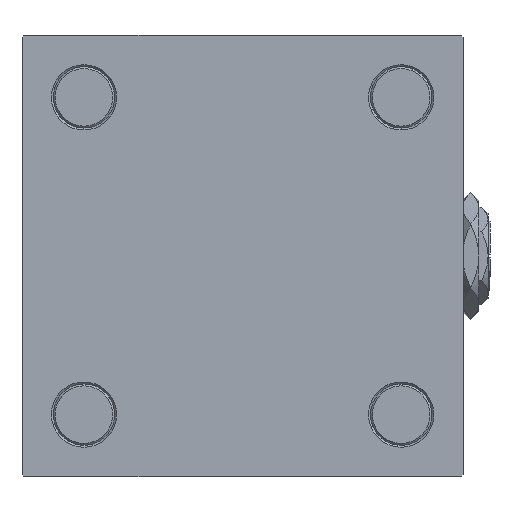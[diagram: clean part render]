
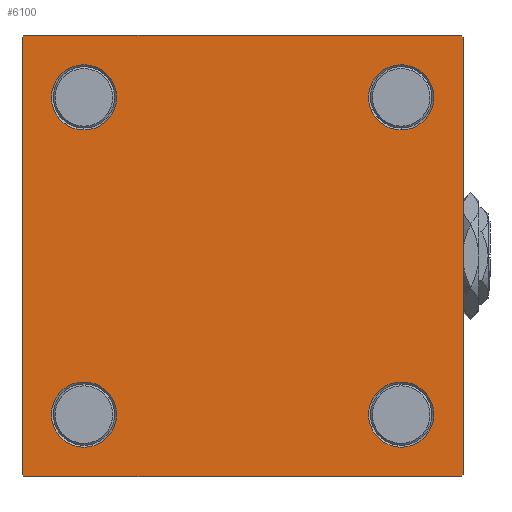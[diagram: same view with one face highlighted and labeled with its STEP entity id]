
A CAD part, left-side view. The second image highlights one B-rep face of the part: STEP entity #6100.
In plain terms, the highlighted planar face has unit normal (-1, 0, 0).
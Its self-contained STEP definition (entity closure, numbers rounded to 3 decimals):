
#119 = FACE_BOUND ( 'NONE', #25375, .T. ) ;
#478 = AXIS2_PLACEMENT_3D ( 'NONE', #29133, #25684, #30179 ) ;
#586 = CARTESIAN_POINT ( 'NONE',  ( 0., -57., -57.5 ) ) ;
#864 = EDGE_LOOP ( 'NONE', ( #40244, #34637 ) ) ;
#1214 = VECTOR ( 'NONE', #38253, 1000. ) ;
#1772 = CARTESIAN_POINT ( 'NONE',  ( 0., 57.25, -57.25 ) ) ;
#2997 = CARTESIAN_POINT ( 'NONE',  ( 0., -41.35, 32.85 ) ) ;
#3729 = CIRCLE ( 'NONE', #23155, 8.5 ) ;
#4306 = VECTOR ( 'NONE', #47174, 1000. ) ;
#4689 = DIRECTION ( 'NONE',  ( 0., 0., -1. ) ) ;
#4706 = LINE ( 'NONE', #1772, #17298 ) ;
#5375 = ORIENTED_EDGE ( 'NONE', *, *, #31840, .T. ) ;
#5448 = VERTEX_POINT ( 'NONE', #586 ) ;
#5790 = LINE ( 'NONE', #13483, #42994 ) ;
#5887 = ORIENTED_EDGE ( 'NONE', *, *, #48501, .T. ) ;
#6100 = ADVANCED_FACE ( 'NONE', ( #36433, #16547, #119, #16281, #48628 ), #12301, .T. ) ;
#7467 = EDGE_CURVE ( 'NONE', #29321, #49078, #35755, .T. ) ;
#7475 = DIRECTION ( 'NONE',  ( 1., 0., 0. ) ) ;
#7571 = VERTEX_POINT ( 'NONE', #48485 ) ;
#7846 = AXIS2_PLACEMENT_3D ( 'NONE', #35568, #7475, #47512 ) ;
#8048 = LINE ( 'NONE', #20498, #46969 ) ;
#9111 = CARTESIAN_POINT ( 'NONE',  ( 0., -41.35, 49.85 ) ) ;
#9457 = DIRECTION ( 'NONE',  ( 0., -0.707, -0.707 ) ) ;
#9772 = DIRECTION ( 'NONE',  ( 0., 0.707, -0.707 ) ) ;
#9951 = VERTEX_POINT ( 'NONE', #40119 ) ;
#10776 = DIRECTION ( 'NONE',  ( 0., 0., 1. ) ) ;
#11073 = CARTESIAN_POINT ( 'NONE',  ( 0., -41.35, -32.85 ) ) ;
#11348 = DIRECTION ( 'NONE',  ( 0., 0., 1. ) ) ;
#11474 = CIRCLE ( 'NONE', #15715, 8.5 ) ;
#12000 = DIRECTION ( 'NONE',  ( 0., 0., 1. ) ) ;
#12301 = PLANE ( 'NONE',  #17885 ) ;
#12346 = EDGE_CURVE ( 'NONE', #7571, #47222, #48467, .T. ) ;
#12711 = LINE ( 'NONE', #29409, #29565 ) ;
#13155 = DIRECTION ( 'NONE',  ( 1., 0., 0. ) ) ;
#13483 = CARTESIAN_POINT ( 'NONE',  ( 0., 57.25, 57.25 ) ) ;
#13950 = DIRECTION ( 'NONE',  ( 1., 0., 0. ) ) ;
#14287 = EDGE_CURVE ( 'NONE', #38754, #26674, #15520, .T. ) ;
#14378 = LINE ( 'NONE', #30302, #1214 ) ;
#15463 = EDGE_CURVE ( 'NONE', #50503, #50990, #3729, .T. ) ;
#15520 = CIRCLE ( 'NONE', #19765, 8.5 ) ;
#15715 = AXIS2_PLACEMENT_3D ( 'NONE', #40118, #41177, #12000 ) ;
#15858 = CARTESIAN_POINT ( 'NONE',  ( 0., 41.35, -41.35 ) ) ;
#16281 = FACE_BOUND ( 'NONE', #864, .T. ) ;
#16547 = FACE_BOUND ( 'NONE', #39202, .T. ) ;
#17298 = VECTOR ( 'NONE', #9457, 1000. ) ;
#17319 = DIRECTION ( 'NONE',  ( 0., -0.707, 0.707 ) ) ;
#17367 = EDGE_CURVE ( 'NONE', #50990, #50503, #31722, .T. ) ;
#17885 = AXIS2_PLACEMENT_3D ( 'NONE', #32720, #37747, #34272 ) ;
#17913 = CARTESIAN_POINT ( 'NONE',  ( 0., -57.5, 57.5 ) ) ;
#18189 = CARTESIAN_POINT ( 'NONE',  ( 0., -41.35, -41.35 ) ) ;
#19378 = ORIENTED_EDGE ( 'NONE', *, *, #17367, .T. ) ;
#19742 = EDGE_LOOP ( 'NONE', ( #31717, #35610, #5887, #50148, #24816, #41978, #36659, #50820 ) ) ;
#19765 = AXIS2_PLACEMENT_3D ( 'NONE', #47105, #26936, #10776 ) ;
#20249 = DIRECTION ( 'NONE',  ( 0., 0., 1. ) ) ;
#20498 = CARTESIAN_POINT ( 'NONE',  ( 0., 57.5, -57.5 ) ) ;
#21197 = DIRECTION ( 'NONE',  ( 0., -1., 0. ) ) ;
#21239 = CARTESIAN_POINT ( 'NONE',  ( 0., -57.5, -57. ) ) ;
#21300 = LINE ( 'NONE', #29512, #36742 ) ;
#21596 = AXIS2_PLACEMENT_3D ( 'NONE', #18189, #13950, #26137 ) ;
#21641 = DIRECTION ( 'NONE',  ( 0., 0., 1. ) ) ;
#22270 = ORIENTED_EDGE ( 'NONE', *, *, #15463, .T. ) ;
#23155 = AXIS2_PLACEMENT_3D ( 'NONE', #29059, #13155, #21641 ) ;
#23323 = CARTESIAN_POINT ( 'NONE',  ( 0., 41.35, -32.85 ) ) ;
#24706 = EDGE_LOOP ( 'NONE', ( #39617, #46591 ) ) ;
#24816 = ORIENTED_EDGE ( 'NONE', *, *, #40743, .F. ) ;
#25375 = EDGE_LOOP ( 'NONE', ( #5375, #26933 ) ) ;
#25404 = EDGE_CURVE ( 'NONE', #32051, #26813, #14378, .T. ) ;
#25496 = EDGE_CURVE ( 'NONE', #42398, #28359, #40140, .T. ) ;
#25684 = DIRECTION ( 'NONE',  ( 1., 0., 0. ) ) ;
#26137 = DIRECTION ( 'NONE',  ( 0., 0., 1. ) ) ;
#26674 = VERTEX_POINT ( 'NONE', #23323 ) ;
#26813 = VERTEX_POINT ( 'NONE', #48514 ) ;
#26933 = ORIENTED_EDGE ( 'NONE', *, *, #14287, .T. ) ;
#26936 = DIRECTION ( 'NONE',  ( 1., 0., 0. ) ) ;
#28359 = VERTEX_POINT ( 'NONE', #9111 ) ;
#28430 = EDGE_CURVE ( 'NONE', #5448, #47700, #21300, .T. ) ;
#28598 = CARTESIAN_POINT ( 'NONE',  ( 0., 41.35, 32.85 ) ) ;
#29002 = AXIS2_PLACEMENT_3D ( 'NONE', #36684, #52322, #20249 ) ;
#29059 = CARTESIAN_POINT ( 'NONE',  ( 0., -41.35, -41.35 ) ) ;
#29133 = CARTESIAN_POINT ( 'NONE',  ( 0., 41.35, 41.35 ) ) ;
#29321 = VERTEX_POINT ( 'NONE', #48562 ) ;
#29409 = CARTESIAN_POINT ( 'NONE',  ( 0., 57.5, 57.5 ) ) ;
#29512 = CARTESIAN_POINT ( 'NONE',  ( 0., -57.25, -57.25 ) ) ;
#29565 = VECTOR ( 'NONE', #21197, 1000. ) ;
#30179 = DIRECTION ( 'NONE',  ( 0., 0., 1. ) ) ;
#30302 = CARTESIAN_POINT ( 'NONE',  ( 0., -57.25, 57.25 ) ) ;
#31717 = ORIENTED_EDGE ( 'NONE', *, *, #7467, .T. ) ;
#31722 = CIRCLE ( 'NONE', #21596, 8.5 ) ;
#31840 = EDGE_CURVE ( 'NONE', #26674, #38754, #42775, .T. ) ;
#32051 = VERTEX_POINT ( 'NONE', #32291 ) ;
#32291 = CARTESIAN_POINT ( 'NONE',  ( 0., -57.5, 57. ) ) ;
#32644 = AXIS2_PLACEMENT_3D ( 'NONE', #15858, #43177, #11348 ) ;
#32720 = CARTESIAN_POINT ( 'NONE',  ( 0., 0., 0. ) ) ;
#33567 = LINE ( 'NONE', #17913, #50563 ) ;
#33649 = EDGE_CURVE ( 'NONE', #28359, #42398, #11474, .T. ) ;
#34272 = DIRECTION ( 'NONE',  ( 0., 0., 1. ) ) ;
#34637 = ORIENTED_EDGE ( 'NONE', *, *, #49312, .T. ) ;
#35568 = CARTESIAN_POINT ( 'NONE',  ( 0., -41.35, 41.35 ) ) ;
#35610 = ORIENTED_EDGE ( 'NONE', *, *, #50362, .T. ) ;
#35755 = LINE ( 'NONE', #51921, #4306 ) ;
#36059 = CARTESIAN_POINT ( 'NONE',  ( 0., 41.35, -49.85 ) ) ;
#36433 = FACE_BOUND ( 'NONE', #24706, .T. ) ;
#36659 = ORIENTED_EDGE ( 'NONE', *, *, #45235, .F. ) ;
#36676 = DIRECTION ( 'NONE',  ( 0., -1., 0. ) ) ;
#36684 = CARTESIAN_POINT ( 'NONE',  ( 0., 41.35, 41.35 ) ) ;
#36742 = VECTOR ( 'NONE', #17319, 1000. ) ;
#37747 = DIRECTION ( 'NONE',  ( -1., 0., 0. ) ) ;
#38245 = CARTESIAN_POINT ( 'NONE',  ( 0., 57., 57.5 ) ) ;
#38253 = DIRECTION ( 'NONE',  ( 0., 0.707, 0.707 ) ) ;
#38754 = VERTEX_POINT ( 'NONE', #36059 ) ;
#39202 = EDGE_LOOP ( 'NONE', ( #19378, #22270 ) ) ;
#39617 = ORIENTED_EDGE ( 'NONE', *, *, #33649, .T. ) ;
#40118 = CARTESIAN_POINT ( 'NONE',  ( 0., -41.35, 41.35 ) ) ;
#40119 = CARTESIAN_POINT ( 'NONE',  ( 0., 57., -57.5 ) ) ;
#40140 = CIRCLE ( 'NONE', #7846, 8.5 ) ;
#40244 = ORIENTED_EDGE ( 'NONE', *, *, #12346, .T. ) ;
#40743 = EDGE_CURVE ( 'NONE', #32051, #47700, #33567, .T. ) ;
#41177 = DIRECTION ( 'NONE',  ( 1., 0., 0. ) ) ;
#41446 = EDGE_CURVE ( 'NONE', #46821, #29321, #5790, .T. ) ;
#41953 = CIRCLE ( 'NONE', #478, 8.5 ) ;
#41978 = ORIENTED_EDGE ( 'NONE', *, *, #25404, .T. ) ;
#42398 = VERTEX_POINT ( 'NONE', #2997 ) ;
#42775 = CIRCLE ( 'NONE', #32644, 8.5 ) ;
#42994 = VECTOR ( 'NONE', #9772, 1000. ) ;
#43177 = DIRECTION ( 'NONE',  ( 1., 0., 0. ) ) ;
#45235 = EDGE_CURVE ( 'NONE', #46821, #26813, #12711, .T. ) ;
#46591 = ORIENTED_EDGE ( 'NONE', *, *, #25496, .T. ) ;
#46821 = VERTEX_POINT ( 'NONE', #38245 ) ;
#46969 = VECTOR ( 'NONE', #36676, 1000. ) ;
#47105 = CARTESIAN_POINT ( 'NONE',  ( 0., 41.35, -41.35 ) ) ;
#47174 = DIRECTION ( 'NONE',  ( 0., 0., -1. ) ) ;
#47222 = VERTEX_POINT ( 'NONE', #28598 ) ;
#47512 = DIRECTION ( 'NONE',  ( 0., 0., 1. ) ) ;
#47700 = VERTEX_POINT ( 'NONE', #21239 ) ;
#48467 = CIRCLE ( 'NONE', #29002, 8.5 ) ;
#48485 = CARTESIAN_POINT ( 'NONE',  ( 0., 41.35, 49.85 ) ) ;
#48501 = EDGE_CURVE ( 'NONE', #9951, #5448, #8048, .T. ) ;
#48514 = CARTESIAN_POINT ( 'NONE',  ( 0., -57., 57.5 ) ) ;
#48562 = CARTESIAN_POINT ( 'NONE',  ( 0., 57.5, 57. ) ) ;
#48628 = FACE_OUTER_BOUND ( 'NONE', #19742, .T. ) ;
#49078 = VERTEX_POINT ( 'NONE', #49608 ) ;
#49312 = EDGE_CURVE ( 'NONE', #47222, #7571, #41953, .T. ) ;
#49608 = CARTESIAN_POINT ( 'NONE',  ( 0., 57.5, -57. ) ) ;
#50148 = ORIENTED_EDGE ( 'NONE', *, *, #28430, .T. ) ;
#50362 = EDGE_CURVE ( 'NONE', #49078, #9951, #4706, .T. ) ;
#50503 = VERTEX_POINT ( 'NONE', #50528 ) ;
#50528 = CARTESIAN_POINT ( 'NONE',  ( 0., -41.35, -49.85 ) ) ;
#50563 = VECTOR ( 'NONE', #4689, 1000. ) ;
#50820 = ORIENTED_EDGE ( 'NONE', *, *, #41446, .T. ) ;
#50990 = VERTEX_POINT ( 'NONE', #11073 ) ;
#51921 = CARTESIAN_POINT ( 'NONE',  ( 0., 57.5, 57.5 ) ) ;
#52322 = DIRECTION ( 'NONE',  ( 1., 0., 0. ) ) ;
